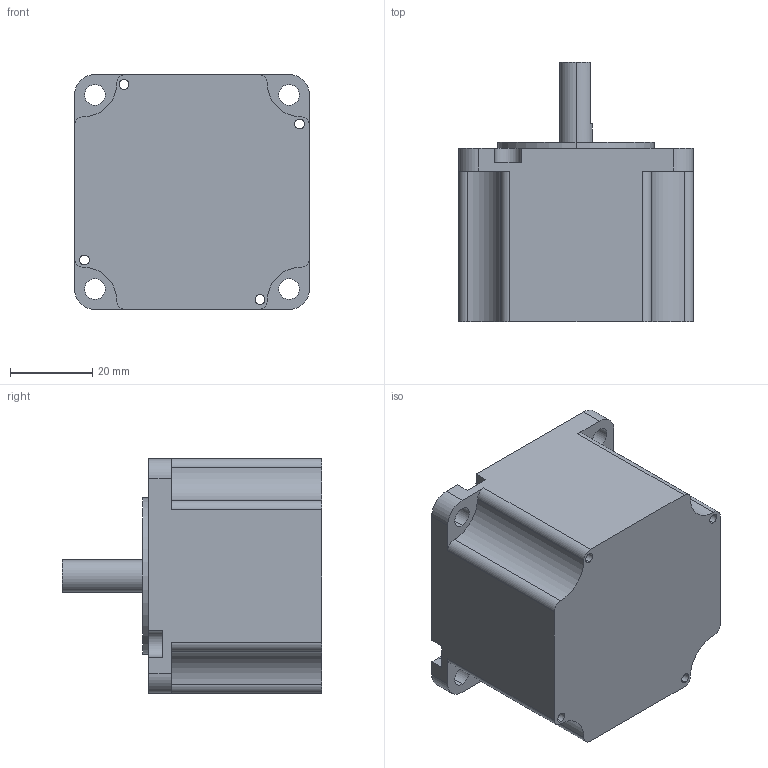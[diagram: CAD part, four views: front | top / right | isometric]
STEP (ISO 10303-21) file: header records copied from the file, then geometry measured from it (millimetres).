
FILE_DESCRIPTION (( 'STEP AP214' ), '1' );
FILE_NAME ('57HS42-D0821-004.STEP', '2020-06-01T01:35:56', ( 'wimxt.com' ), ( 'wimxt.com' ), 'SwSTEP 2.0', 'SolidWorks 2014', '' );
FILE_SCHEMA (( 'AUTOMOTIVE_DESIGN' ));
Length unit declared in the file: millimetre
Products named in the file (1): 57HS42-D0821-004
Bounding box: 57 x 63 x 57 mm (x, y, z)
Volume: 122889 mm3; surface area: 17638.2 mm2
Topology: 1 solids, 1 shells, 73 faces, 201 edges, 134 vertices
Faces by surface type: cylinder 45, plane 28
Entity records: 2433 total; most frequent: DIRECTION 441, CARTESIAN_POINT 409, ORIENTED_EDGE 402, EDGE_CURVE 201, AXIS2_PLACEMENT_3D 166, VERTEX_POINT 134, VECTOR 109, LINE 109
